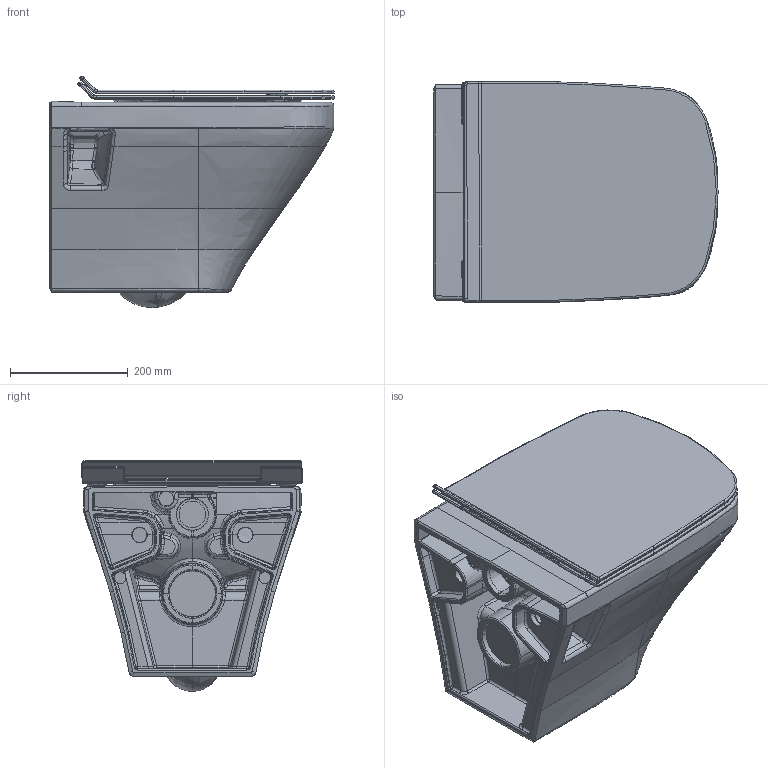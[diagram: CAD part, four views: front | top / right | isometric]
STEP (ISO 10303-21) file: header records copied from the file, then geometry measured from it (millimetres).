
FILE_DESCRIPTION((''),'2;1');
FILE_NAME('253909.stp','2013-10-10T10:56:01',('Administrator'),(''),'Autodesk Inventor 2011','Autodesk Inventor 2011','');
FILE_SCHEMA(('CONFIG_CONTROL_DESIGN'));
Length unit declared in the file: millimetre
Products named in the file (6): 253909; DuraStyle WC-Sitz mittel; Deckel mittel; Sitz mittel; Gummipuffer
Assembly tree (10 placements, depth 3):
  253909
    253909
    DuraStyle WC-Sitz mittel
      Deckel mittel
      Sitz mittel
      Gummipuffer  x6
Bounding box: 483.42 x 374.56 x 392.93 mm (x, y, z)
Volume: 18495478.9 mm3; surface area: 1733367.4 mm2
Topology: 9 solids, 9 shells, 1108 faces, 2630 edges, 1532 vertices
Faces by surface type: bspline 796, cylinder 117, plane 101, torus 59, sphere 20, cone 15
Full cylindrical faces by diameter (mm): 20 x2, 25 x1
Entity records: 208212 total; most frequent: CARTESIAN_POINT 187675, ORIENTED_EDGE 5100, DIRECTION 2746, EDGE_CURVE 2550, VERTEX_POINT 1487, B_SPLINE_CURVE_WITH_KNOTS 1244, AXIS2_PLACEMENT_3D 1132, EDGE_LOOP 1091
